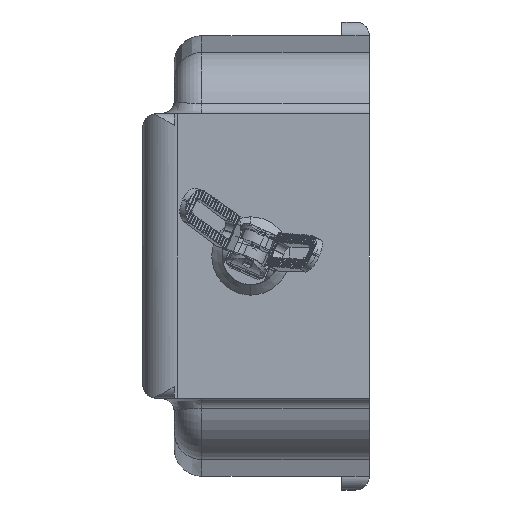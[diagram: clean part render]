
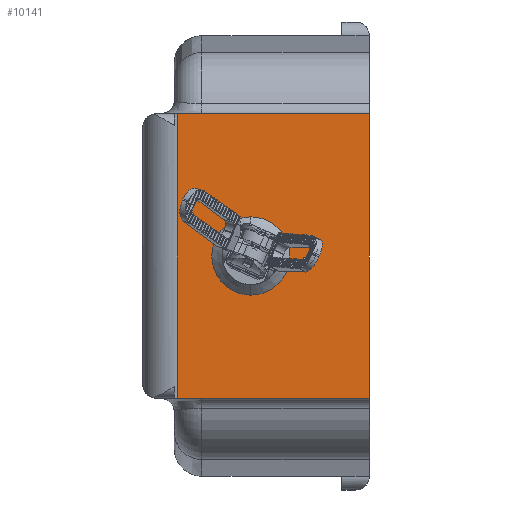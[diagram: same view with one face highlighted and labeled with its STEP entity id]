
A CAD part, left-side view. The second image highlights one B-rep face of the part: STEP entity #10141.
In plain terms, the highlighted face is planar.
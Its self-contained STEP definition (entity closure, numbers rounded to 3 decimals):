
#588 = EDGE_CURVE ( 'NONE', #9015, #3476, #14241, .T. ) ;
#764 = CARTESIAN_POINT ( 'NONE',  ( 5.7, 0., -4.4 ) ) ;
#1481 = VERTEX_POINT ( 'NONE', #2748 ) ;
#2371 = DIRECTION ( 'NONE',  ( 0., 0., -1. ) ) ;
#2748 = CARTESIAN_POINT ( 'NONE',  ( -5.7, 0., -4.4 ) ) ;
#2822 = VERTEX_POINT ( 'NONE', #4561 ) ;
#3089 = EDGE_CURVE ( 'NONE', #10712, #2822, #10719, .T. ) ;
#3460 = VECTOR ( 'NONE', #13376, 1000. ) ;
#3476 = VERTEX_POINT ( 'NONE', #15783 ) ;
#3543 = PLANE ( 'NONE',  #12476 ) ;
#3716 = AXIS2_PLACEMENT_3D ( 'NONE', #9318, #2371, #7790 ) ;
#4561 = CARTESIAN_POINT ( 'NONE',  ( -20.75, -17.25, -4.4 ) ) ;
#4884 = CARTESIAN_POINT ( 'NONE',  ( -20.75, -17.25, -4.4 ) ) ;
#4988 = LINE ( 'NONE', #15662, #10952 ) ;
#5235 = CARTESIAN_POINT ( 'NONE',  ( -20.75, 10.75, -4.4 ) ) ;
#5817 = CARTESIAN_POINT ( 'NONE',  ( 0., 0., -4.4 ) ) ;
#6208 = DIRECTION ( 'NONE',  ( 0., 1., 0. ) ) ;
#6317 = EDGE_LOOP ( 'NONE', ( #11315, #12074 ) ) ;
#6365 = ORIENTED_EDGE ( 'NONE', *, *, #588, .F. ) ;
#6380 = DIRECTION ( 'NONE',  ( 1., 0., 0. ) ) ;
#6462 = DIRECTION ( 'NONE',  ( 0., 0., -1. ) ) ;
#6533 = CIRCLE ( 'NONE', #7598, 5.7 ) ;
#6689 = CARTESIAN_POINT ( 'NONE',  ( 34.1, -17.25, -4.4 ) ) ;
#6739 = FACE_BOUND ( 'NONE', #6317, .T. ) ;
#7433 = DIRECTION ( 'NONE',  ( 0., -1., 0. ) ) ;
#7595 = EDGE_CURVE ( 'NONE', #13413, #1481, #8849, .T. ) ;
#7598 = AXIS2_PLACEMENT_3D ( 'NONE', #5817, #12608, #8374 ) ;
#7763 = EDGE_CURVE ( 'NONE', #1481, #13413, #6533, .T. ) ;
#7790 = DIRECTION ( 'NONE',  ( -1., 0., 0. ) ) ;
#8374 = DIRECTION ( 'NONE',  ( -1., 0., 0. ) ) ;
#8849 = CIRCLE ( 'NONE', #3716, 5.7 ) ;
#9015 = VERTEX_POINT ( 'NONE', #5235 ) ;
#9318 = CARTESIAN_POINT ( 'NONE',  ( 0., 0., -4.4 ) ) ;
#9849 = ORIENTED_EDGE ( 'NONE', *, *, #3089, .F. ) ;
#10141 = ADVANCED_FACE ( 'NONE', ( #15271, #6739 ), #3543, .F. ) ;
#10485 = CARTESIAN_POINT ( 'NONE',  ( -34.243, 10.75, -4.4 ) ) ;
#10712 = VERTEX_POINT ( 'NONE', #15553 ) ;
#10719 = LINE ( 'NONE', #6689, #3460 ) ;
#10952 = VECTOR ( 'NONE', #6208, 1000. ) ;
#11315 = ORIENTED_EDGE ( 'NONE', *, *, #7595, .T. ) ;
#12074 = ORIENTED_EDGE ( 'NONE', *, *, #7763, .T. ) ;
#12198 = EDGE_CURVE ( 'NONE', #9015, #2822, #15227, .T. ) ;
#12206 = EDGE_CURVE ( 'NONE', #10712, #3476, #4988, .T. ) ;
#12476 = AXIS2_PLACEMENT_3D ( 'NONE', #14499, #6462, #13248 ) ;
#12608 = DIRECTION ( 'NONE',  ( 0., 0., -1. ) ) ;
#13248 = DIRECTION ( 'NONE',  ( -1., 0., 0. ) ) ;
#13266 = ORIENTED_EDGE ( 'NONE', *, *, #12198, .T. ) ;
#13376 = DIRECTION ( 'NONE',  ( -1., 0., 0. ) ) ;
#13413 = VERTEX_POINT ( 'NONE', #764 ) ;
#13616 = VECTOR ( 'NONE', #6380, 1000. ) ;
#14241 = LINE ( 'NONE', #10485, #13616 ) ;
#14300 = ORIENTED_EDGE ( 'NONE', *, *, #12206, .T. ) ;
#14499 = CARTESIAN_POINT ( 'NONE',  ( 34.1, -17.25, -4.4 ) ) ;
#15227 = LINE ( 'NONE', #4884, #16288 ) ;
#15271 = FACE_OUTER_BOUND ( 'NONE', #16488, .T. ) ;
#15553 = CARTESIAN_POINT ( 'NONE',  ( 20.75, -17.25, -4.4 ) ) ;
#15662 = CARTESIAN_POINT ( 'NONE',  ( 20.75, -17.25, -4.4 ) ) ;
#15783 = CARTESIAN_POINT ( 'NONE',  ( 20.75, 10.75, -4.4 ) ) ;
#16288 = VECTOR ( 'NONE', #7433, 1000. ) ;
#16488 = EDGE_LOOP ( 'NONE', ( #14300, #6365, #13266, #9849 ) ) ;
